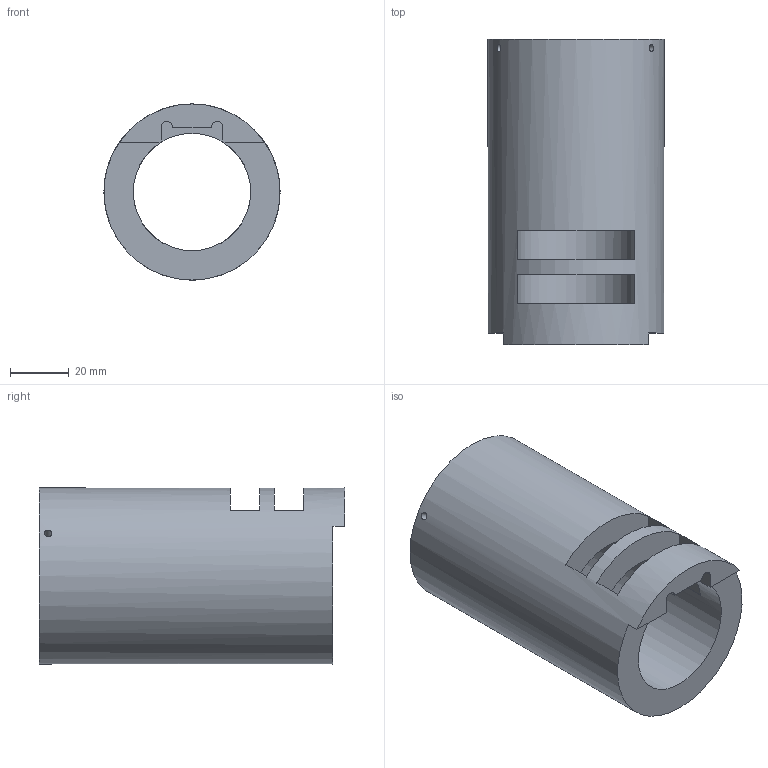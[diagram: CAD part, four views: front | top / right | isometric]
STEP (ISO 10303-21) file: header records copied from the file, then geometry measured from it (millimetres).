
FILE_DESCRIPTION(/* description */ ('STEP AP214'),/* implementation_level */ '2;1');
FILE_NAME(/* name */ 'OpenSPIM_Infinity-Space.stp',/* time_stamp */ '2021-07-01T10:59:28+02:00',/* author */ ('Charlene Brillard'),/* organization */ (''),/* preprocessor_version */ 'ST-DEVELOPER v16.5',/* originating_system */ 'Autodesk Inventor 2017',/* authorisation */ '');
FILE_SCHEMA (('AUTOMOTIVE_DESIGN { 1 0 10303 214 3 1 1 }'));
Length unit declared in the file: millimetre
Products named in the file (1): OpenSPIM_Infinity-Space
Bounding box: 60 x 104 x 60 mm (x, y, z)
Volume: 143964.8 mm3; surface area: 36021.4 mm2
Topology: 1 solids, 1 shells, 31 faces, 92 edges, 61 vertices
Faces by surface type: plane 23, cylinder 8
Full cylindrical faces by diameter (mm): 2.5 x3, 40 x1, 46 x1, 60 x1
Entity records: 1205 total; most frequent: CARTESIAN_POINT 366, ORIENTED_EDGE 160, DIRECTION 158, EDGE_CURVE 80, VERTEX_POINT 56, LINE 54, VECTOR 54, AXIS2_PLACEMENT_3D 52
